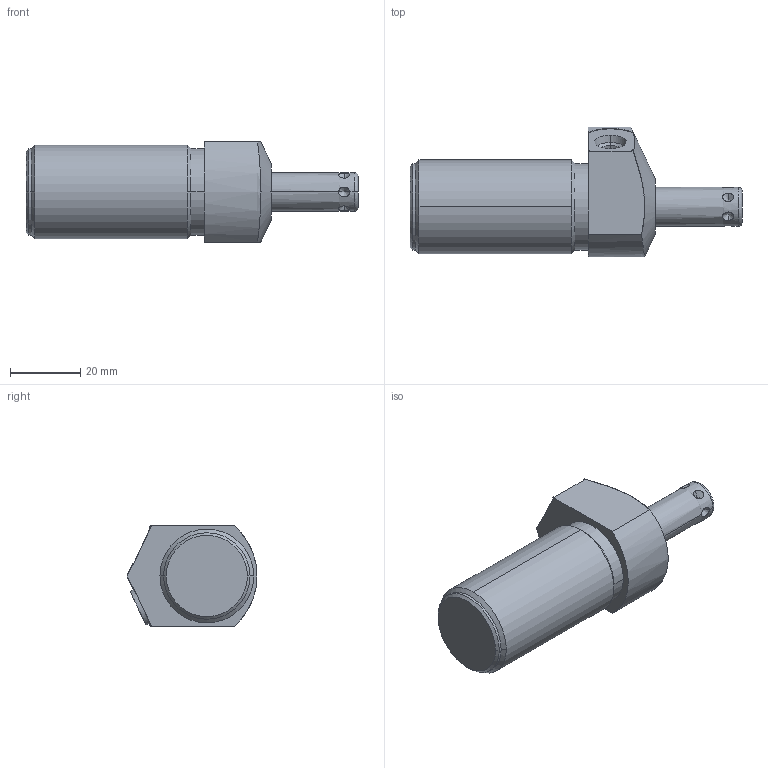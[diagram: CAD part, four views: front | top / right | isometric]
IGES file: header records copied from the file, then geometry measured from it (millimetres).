
Start section:  PTC IGES file: ilc14010501s.igs
Global section: file name: ilc14010501s.igs; native system: Creo Parametric by Parametric Technology Corporation; preprocessor: 2013320; author: jdw; organization: Unknown; date: 20180117.142615; units: inch
Bounding box: 94.64 x 37.06 x 28.57 mm (x, y, z)
Surface area: 9670.4 mm2 (no closed solid volume)
Topology: 0 solids, 0 shells, 76 faces, 354 edges, 340 vertices
Faces by surface type: revolution 57, bspline 19
